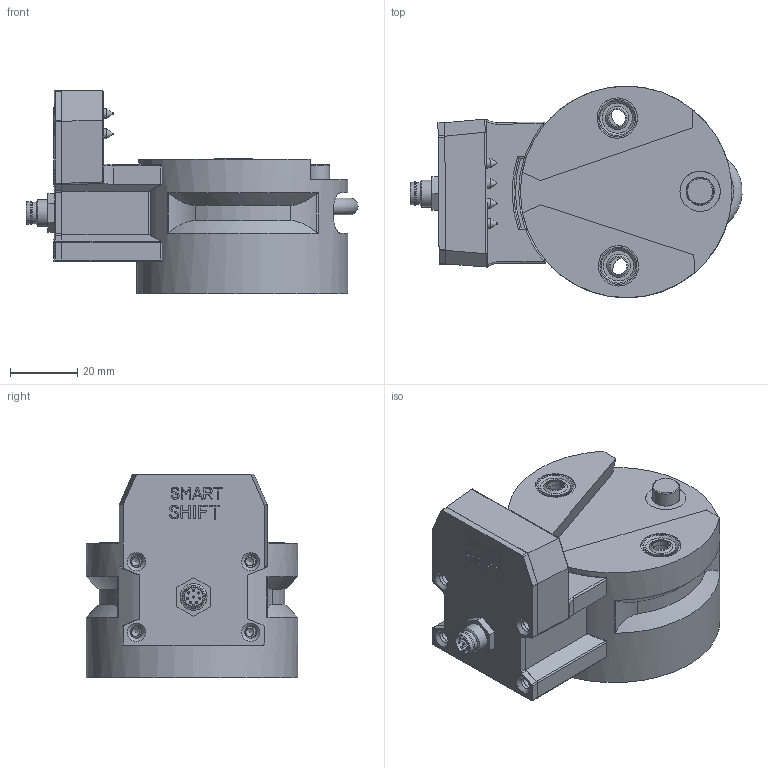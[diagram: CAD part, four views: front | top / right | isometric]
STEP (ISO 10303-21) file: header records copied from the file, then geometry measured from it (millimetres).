
FILE_DESCRIPTION(/* description */ (''),/* implementation_level */ '2;1');
FILE_NAME(/* name */ 'VE-del-EL-R9.stp',/* time_stamp */ '2020-05-10T18:06:52+02:00',/* author */ ('Buind AS'),/* organization */ (''),/* preprocessor_version */ 'ST-DEVELOPER v16.1',/* originating_system */ 'Autodesk Inventor 2016',/* authorisation */ '');
FILE_SCHEMA (('AUTOMOTIVE_DESIGN { 1 0 10303 214 3 1 1 }'));
Length unit declared in the file: millimetre
Products named in the file (13): lase-bolt-2; Assembly4; lase-foring-1; lase-foring-2; pakning-1; V-DEL-REV-10.-for-step; laaseskiv3; Part22; Part23; pinne-gul; Part23-lokk-2; KONTAKT-HUS-V; Assembly16
Assembly tree (20 placements, depth 3):
  Assembly16
    Assembly4
      lase-bolt-2
    lase-foring-1
    lase-foring-2
    pakning-1  x2
    V-DEL-REV-10.-for-step
    laaseskiv3
    Part22
    Part23
    pinne-gul  x8
    Part23-lokk-2
    KONTAKT-HUS-V
Bounding box: 98.84 x 63 x 60.5 mm (x, y, z)
Volume: 112910.5 mm3; surface area: 45290.1 mm2
Topology: 19 solids, 19 shells, 661 faces, 1636 edges, 1070 vertices
Faces by surface type: plane 264, cylinder 200, bspline 111, cone 50, sphere 22, torus 14
Full cylindrical faces by diameter (mm): 0.6 x8, 0.65 x8, 0.9 x8, 2.459 x4, 2.9 x8, 3.4 x8, 3.5 x16, 4.4 x8, 4.7 x8, 4.917 x4, 5.6 x2, 6 x1, 6.5 x3, 6.9 x2, 6.95 x1, 8 x7, 8.5 x1, 8.566 x2, 10.4 x2, 12 x8, 31.5 x1, 63 x1
Entity records: 18389 total; most frequent: CARTESIAN_POINT 4906, ORIENTED_EDGE 2682, DIRECTION 2467, EDGE_CURVE 1340, VERTEX_POINT 944, AXIS2_PLACEMENT_3D 900, EDGE_LOOP 821, LINE 667
